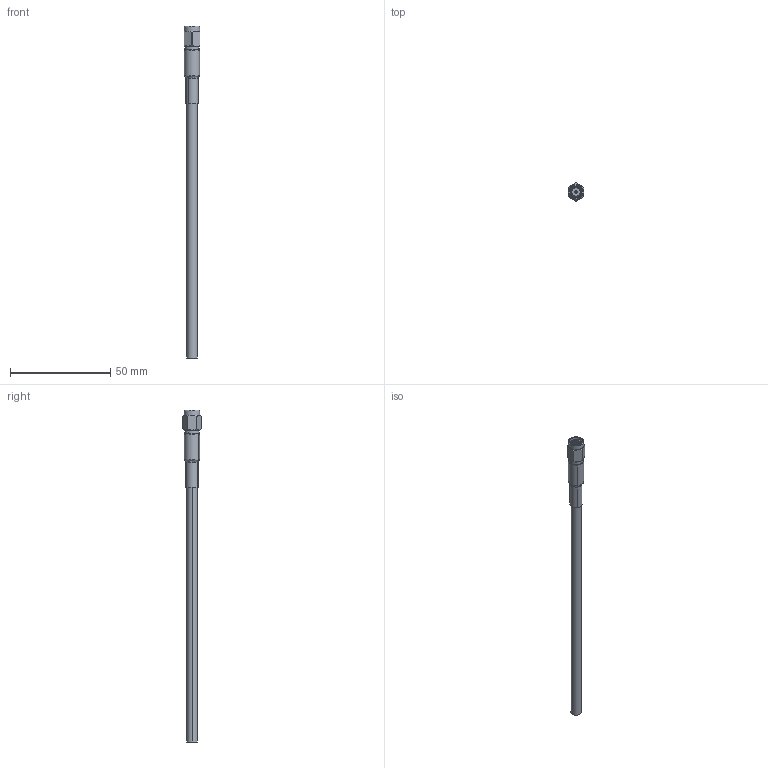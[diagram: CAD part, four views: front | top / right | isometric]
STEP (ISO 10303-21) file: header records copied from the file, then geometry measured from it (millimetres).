
FILE_DESCRIPTION (( 'STEP AP203' ), '1' );
FILE_NAME ('PE3509LF-HS.step', '2020-09-09T16:42:42', ( '' ), ( '' ), 'SwSTEP 2.0', 'SolidWorks 2018', '' );
FILE_SCHEMA (( 'CONFIG_CONTROL_DESIGN' ));
Length unit declared in the file: inch
Products named in the file (3): RG213U^PE3509LF-HS_RG223; PE4008^PE3509LF-HS_Heat Shrink; PE3509LF-HS
Assembly tree (2 placements, depth 2):
  PE3509LF-HS
    RG213U^PE3509LF-HS_RG223
    PE4008^PE3509LF-HS_Heat Shrink
Bounding box: 7.94 x 8.99 x 165.7 mm (x, y, z)
Volume: 4281.6 mm3; surface area: 3358.7 mm2
Topology: 2 solids, 2 shells, 75 faces, 173 edges, 109 vertices
Faces by surface type: cylinder 38, plane 17, cone 13, bspline 5, torus 2
Entity records: 3394 total; most frequent: CARTESIAN_POINT 1462, ORIENTED_EDGE 346, DIRECTION 344, EDGE_CURVE 173, AXIS2_PLACEMENT_3D 144, VERTEX_POINT 109, EDGE_LOOP 82, ADVANCED_FACE 75
